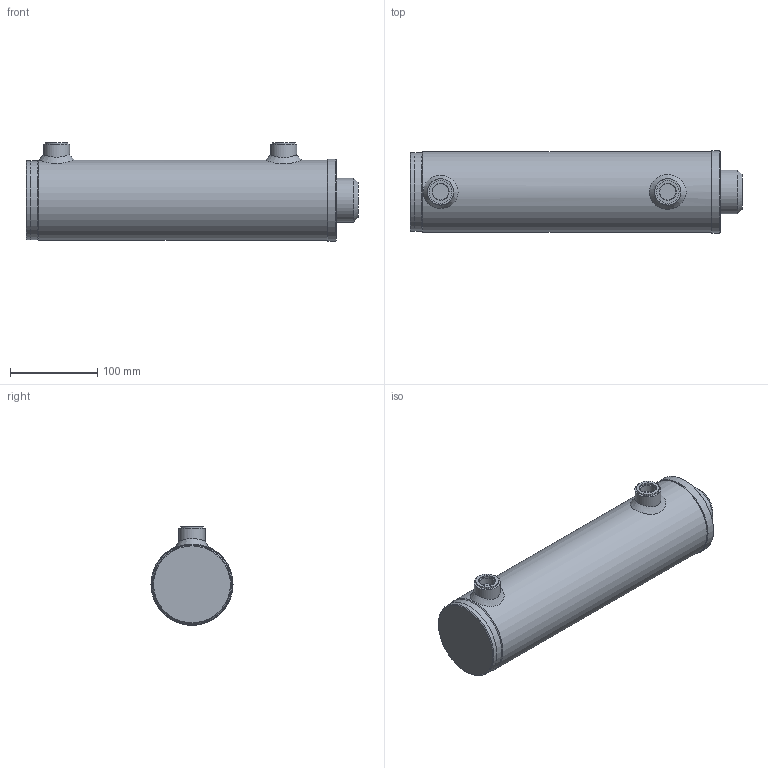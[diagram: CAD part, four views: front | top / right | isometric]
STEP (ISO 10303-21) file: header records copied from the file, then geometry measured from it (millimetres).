
FILE_DESCRIPTION( ( 'Unknown' ), '1' );
FILE_NAME( 'HM05500200.stp', 'Unknown', ( 'Unknown' ), ( 'Unknown' ), 'PSStep 17.0.49', 'Unknown', ' ' );
FILE_SCHEMA( ( 'AUTOMOTIVE_DESIGN { 1 0 10303 214 1 1 1 1 }' ) );
Length unit declared in the file: millimetre
Products named in the file (18): CT00080027; CG09508050; STL5600200-oa4; Saldatura d'angolo 1-oa2; FTM5600200-oa3; CBS0800000; Assem1; Saldatura con preparazione 1-oa0; Saldatura d'angolo 1-oa1; CF00080090; CDA0002720; APG0800000; SBL5050200
Assembly tree (15 placements, depth 3):
  Saldatura d'angolo 1-oa2
  Saldatura d'angolo 1-oa2
  Assem1
    Saldatura con preparazione 1-oa0
    Saldatura con preparazione 1-oa0
    CF00080090
    CBS0800000
    CDA0002720
    APG0800000  x2
    SBL5050200
    CT00080027
      CT00080027
    CG09508050
      CG09508050
    STL5600200-oa4
      FTM5600200-oa3
      CBS0800000
  Saldatura d'angolo 1-oa1
  Saldatura d'angolo 1-oa1
Bounding box: 380 x 94 x 113 mm (x, y, z)
Volume: 1618469.3 mm3; surface area: 360343.4 mm2
Topology: 16 solids, 16 shells, 196 faces, 394 edges, 245 vertices
Faces by surface type: plane 60, cylinder 56, torus 36, cone 32, bspline 12
Full cylindrical faces by diameter (mm): 4.25 x1, 8 x2, 12 x1, 18.631 x2, 19.5 x2, 20.95 x2, 26 x2, 26.4 x1, 27 x5, 30 x2, 33.2 x1, 41 x1, 50 x5, 53 x3, 58.6 x1, 60 x2, 74.16 x2, 75 x1, 78.34 x2, 79.9 x1, 80 x1, 80.3 x1, 80.5 x1, 80.6 x1, 81 x1, 82 x3, 82.835 x1, 85 x1, 90 x3, 92 x1
Entity records: 9223 total; most frequent: CARTESIAN_POINT 4377, DIRECTION 730, ORIENTED_EDGE 416, AXIS2_PLACEMENT_3D 352, EDGE_LOOP 347, FACE_OUTER_BOUND 280, EDGE_CURVE 208, VERTEX_POINT 194
